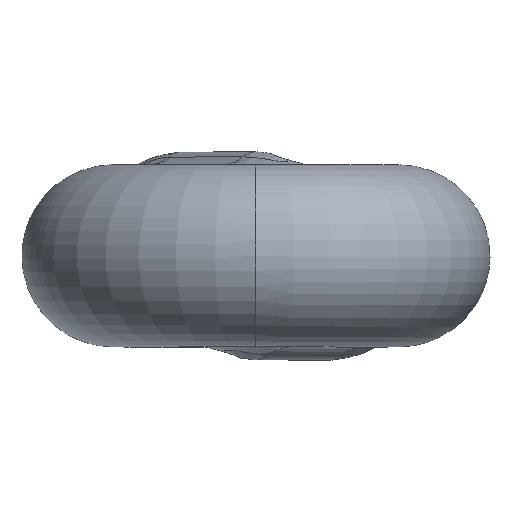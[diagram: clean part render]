
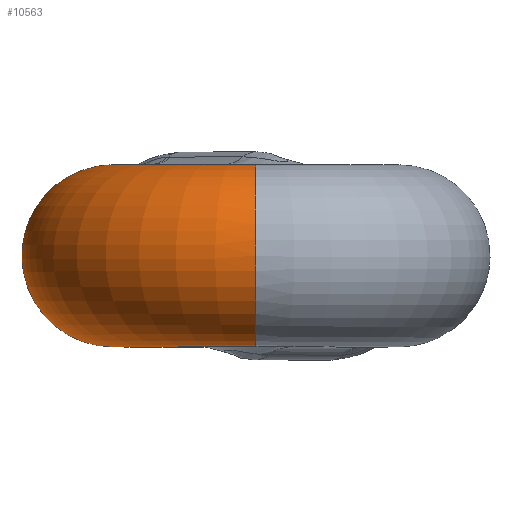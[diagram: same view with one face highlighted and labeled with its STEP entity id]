
A CAD part, top view. The second image highlights one B-rep face of the part: STEP entity #10563.
In plain terms, the highlighted toroidal (fillet/blend) face has major radius 2.75 mm and minor radius 1.75 mm.
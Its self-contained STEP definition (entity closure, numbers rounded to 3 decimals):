
#41 = DIRECTION ( 'NONE',  ( 0., 0., 1. ) ) ;
#290 = AXIS2_PLACEMENT_3D ( 'NONE', #2489, #3445, #4902 ) ;
#446 = CARTESIAN_POINT ( 'NONE',  ( -1.792, -0.154, 1.377 ) ) ;
#806 = DIRECTION ( 'NONE',  ( 0., 1., 0. ) ) ;
#1014 = B_SPLINE_CURVE_WITH_KNOTS ( 'NONE', 3,
 ( #7716, #12912, #12596, #3166, #15315, #9015, #1967, #1646, #11377, #13877, #6850, #8028, #6534, #4281, #15073, #10192, #2922, #4368, #446, #14988, #4041, #5491, #1729, #7790, #11538, #11696, #8927, #12677, #12758, #9176, #3092, #10356, #5335, #9263 ),
 .UNSPECIFIED., .F., .F.,
 ( 4, 2, 2, 2, 2, 2, 2, 2, 2, 2, 2, 2, 2, 2, 2, 2, 4 ),
 ( 0., 0., 0.001, 0.001, 0.002, 0.002, 0.002, 0.003, 0.004, 0.004, 0.004, 0.005, 0.005, 0.005, 0.006, 0.007, 0.007 ),
 .UNSPECIFIED. ) ;
#1646 = CARTESIAN_POINT ( 'NONE',  ( -2.888, 1.11, 2.575 ) ) ;
#1664 = VERTEX_POINT ( 'NONE', #2960 ) ;
#1729 = CARTESIAN_POINT ( 'NONE',  ( -1.088, 0.327, 1.159 ) ) ;
#1847 = DIRECTION ( 'NONE',  ( 0., 0., 1. ) ) ;
#1967 = CARTESIAN_POINT ( 'NONE',  ( -2.758, 1.323, 2.736 ) ) ;
#2489 = CARTESIAN_POINT ( 'NONE',  ( 0., -1.75, 5.5 ) ) ;
#2691 = EDGE_CURVE ( 'NONE', #12019, #1664, #13720, .T. ) ;
#2922 = CARTESIAN_POINT ( 'NONE',  ( -2.329, -0.152, 1.646 ) ) ;
#2960 = CARTESIAN_POINT ( 'NONE',  ( 0., 1.75, 2.75 ) ) ;
#3092 = CARTESIAN_POINT ( 'NONE',  ( -0.995, 1.63, 2.245 ) ) ;
#3113 = AXIS2_PLACEMENT_3D ( 'NONE', #9869, #9791, #41 ) ;
#3166 = CARTESIAN_POINT ( 'NONE',  ( -2.405, 1.634, 3.107 ) ) ;
#3445 = DIRECTION ( 'NONE',  ( 0., 1., 0. ) ) ;
#3448 = DIRECTION ( 'NONE',  ( 0., 0., 1. ) ) ;
#3597 = VERTEX_POINT ( 'NONE', #11790 ) ;
#3600 = CARTESIAN_POINT ( 'NONE',  ( -0.764, 1.75, 2.808 ) ) ;
#3797 = CARTESIAN_POINT ( 'NONE',  ( -0.778, 1.748, 2.787 ) ) ;
#4015 = EDGE_CURVE ( 'NONE', #10007, #3597, #4300, .T. ) ;
#4041 = CARTESIAN_POINT ( 'NONE',  ( -1.399, 0.001, 1.218 ) ) ;
#4157 = ORIENTED_EDGE ( 'NONE', *, *, #10840, .T. ) ;
#4175 = ORIENTED_EDGE ( 'NONE', *, *, #14993, .T. ) ;
#4261 = EDGE_CURVE ( 'NONE', #6268, #3597, #4566, .T. ) ;
#4281 = CARTESIAN_POINT ( 'NONE',  ( -2.84, 0.25, 2.031 ) ) ;
#4300 = CIRCLE ( 'NONE', #10668, 1.75 ) ;
#4368 = CARTESIAN_POINT ( 'NONE',  ( -1.93, -0.171, 1.441 ) ) ;
#4566 = CIRCLE ( 'NONE', #7373, 2.75 ) ;
#4902 = DIRECTION ( 'NONE',  ( 0., 0., 1. ) ) ;
#4918 = CARTESIAN_POINT ( 'NONE',  ( 0., 0., 2.75 ) ) ;
#5000 = DIRECTION ( 'NONE',  ( 0., 0., -1. ) ) ;
#5201 = B_SPLINE_CURVE_WITH_KNOTS ( 'NONE', 3,
 ( #8462, #3600, #14445, #8375 ),
 .UNSPECIFIED., .F., .F.,
 ( 4, 4 ),
 ( 0., 0. ),
 .UNSPECIFIED. ) ;
#5335 = CARTESIAN_POINT ( 'NONE',  ( -0.862, 1.743, 2.661 ) ) ;
#5491 = CARTESIAN_POINT ( 'NONE',  ( -1.177, 0.197, 1.164 ) ) ;
#5525 = CARTESIAN_POINT ( 'NONE',  ( -2.049, 1.75, 3.63 ) ) ;
#5686 = CARTESIAN_POINT ( 'NONE',  ( 0., 0., 5.5 ) ) ;
#5925 = EDGE_CURVE ( 'NONE', #12019, #10007, #7186, .T. ) ;
#5992 = DIRECTION ( 'NONE',  ( 0., 0., 1. ) ) ;
#6268 = VERTEX_POINT ( 'NONE', #9432 ) ;
#6301 = CARTESIAN_POINT ( 'NONE',  ( 0., -1.75, 8.25 ) ) ;
#6534 = CARTESIAN_POINT ( 'NONE',  ( -2.902, 0.362, 2.109 ) ) ;
#6850 = CARTESIAN_POINT ( 'NONE',  ( -2.977, 0.607, 2.264 ) ) ;
#6998 = EDGE_LOOP ( 'NONE', ( #15275, #11497, #10862, #11893, #4175, #11333, #4157, #9559 ) ) ;
#7044 = CARTESIAN_POINT ( 'NONE',  ( -2.06, 1.75, 3.607 ) ) ;
#7186 = CIRCLE ( 'NONE', #290, 2.75 ) ;
#7190 = CARTESIAN_POINT ( 'NONE',  ( 0., 1.75, 5.5 ) ) ;
#7373 = AXIS2_PLACEMENT_3D ( 'NONE', #7190, #10687, #5992 ) ;
#7425 = VERTEX_POINT ( 'NONE', #13921 ) ;
#7450 = B_SPLINE_CURVE_WITH_KNOTS ( 'NONE', 3,
 ( #9367, #5525, #7044, #11660 ),
 .UNSPECIFIED., .F., .F.,
 ( 4, 4 ),
 ( 0., 0. ),
 .UNSPECIFIED. ) ;
#7716 = CARTESIAN_POINT ( 'NONE',  ( -2.073, 1.748, 3.585 ) ) ;
#7775 = EDGE_CURVE ( 'NONE', #1664, #9841, #13331, .T. ) ;
#7790 = CARTESIAN_POINT ( 'NONE',  ( -1.008, 0.533, 1.198 ) ) ;
#8028 = CARTESIAN_POINT ( 'NONE',  ( -2.926, 0.421, 2.147 ) ) ;
#8064 = FACE_OUTER_BOUND ( 'NONE', #6998, .T. ) ;
#8087 = AXIS2_PLACEMENT_3D ( 'NONE', #4918, #12327, #5000 ) ;
#8375 = CARTESIAN_POINT ( 'NONE',  ( -0.733, 1.75, 2.849 ) ) ;
#8422 = AXIS2_PLACEMENT_3D ( 'NONE', #5686, #806, #1847 ) ;
#8462 = CARTESIAN_POINT ( 'NONE',  ( -0.778, 1.748, 2.787 ) ) ;
#8927 = CARTESIAN_POINT ( 'NONE',  ( -0.961, 0.81, 1.305 ) ) ;
#9015 = CARTESIAN_POINT ( 'NONE',  ( -2.675, 1.418, 2.821 ) ) ;
#9176 = CARTESIAN_POINT ( 'NONE',  ( -1.005, 1.568, 2.105 ) ) ;
#9263 = CARTESIAN_POINT ( 'NONE',  ( -0.778, 1.748, 2.787 ) ) ;
#9367 = CARTESIAN_POINT ( 'NONE',  ( -2.038, 1.75, 3.653 ) ) ;
#9432 = CARTESIAN_POINT ( 'NONE',  ( -2.038, 1.75, 3.653 ) ) ;
#9559 = ORIENTED_EDGE ( 'NONE', *, *, #7775, .F. ) ;
#9791 = DIRECTION ( 'NONE',  ( 0., 1., 0. ) ) ;
#9841 = VERTEX_POINT ( 'NONE', #11274 ) ;
#9869 = CARTESIAN_POINT ( 'NONE',  ( 0., 1.75, 5.5 ) ) ;
#10007 = VERTEX_POINT ( 'NONE', #6301 ) ;
#10192 = CARTESIAN_POINT ( 'NONE',  ( -2.586, -0.042, 1.798 ) ) ;
#10356 = CARTESIAN_POINT ( 'NONE',  ( -0.924, 1.717, 2.522 ) ) ;
#10408 = CARTESIAN_POINT ( 'NONE',  ( 0., -1.75, 2.75 ) ) ;
#10563 = ADVANCED_FACE ( 'NONE', ( #8064 ), #14796, .T. ) ;
#10632 = DIRECTION ( 'NONE',  ( -1., 0., 0. ) ) ;
#10668 = AXIS2_PLACEMENT_3D ( 'NONE', #14536, #10632, #3448 ) ;
#10687 = DIRECTION ( 'NONE',  ( 0., 1., 0. ) ) ;
#10840 = EDGE_CURVE ( 'NONE', #13550, #9841, #5201, .T. ) ;
#10862 = ORIENTED_EDGE ( 'NONE', *, *, #4015, .T. ) ;
#10956 = EDGE_CURVE ( 'NONE', #7425, #13550, #1014, .T. ) ;
#11274 = CARTESIAN_POINT ( 'NONE',  ( -0.733, 1.75, 2.849 ) ) ;
#11333 = ORIENTED_EDGE ( 'NONE', *, *, #10956, .T. ) ;
#11377 = CARTESIAN_POINT ( 'NONE',  ( -2.937, 0.99, 2.497 ) ) ;
#11497 = ORIENTED_EDGE ( 'NONE', *, *, #5925, .T. ) ;
#11538 = CARTESIAN_POINT ( 'NONE',  ( -0.989, 0.605, 1.219 ) ) ;
#11660 = CARTESIAN_POINT ( 'NONE',  ( -2.073, 1.748, 3.585 ) ) ;
#11696 = CARTESIAN_POINT ( 'NONE',  ( -0.966, 0.743, 1.273 ) ) ;
#11790 = CARTESIAN_POINT ( 'NONE',  ( 0., 1.75, 8.25 ) ) ;
#11893 = ORIENTED_EDGE ( 'NONE', *, *, #4261, .F. ) ;
#12019 = VERTEX_POINT ( 'NONE', #10408 ) ;
#12327 = DIRECTION ( 'NONE',  ( 1., 0., 0. ) ) ;
#12596 = CARTESIAN_POINT ( 'NONE',  ( -2.228, 1.719, 3.331 ) ) ;
#12677 = CARTESIAN_POINT ( 'NONE',  ( -0.953, 1.133, 1.495 ) ) ;
#12758 = CARTESIAN_POINT ( 'NONE',  ( -1.001, 1.343, 1.721 ) ) ;
#12912 = CARTESIAN_POINT ( 'NONE',  ( -2.148, 1.743, 3.454 ) ) ;
#13331 = CIRCLE ( 'NONE', #3113, 2.75 ) ;
#13550 = VERTEX_POINT ( 'NONE', #3797 ) ;
#13720 = CIRCLE ( 'NONE', #8087, 1.75 ) ;
#13877 = CARTESIAN_POINT ( 'NONE',  ( -2.982, 0.738, 2.341 ) ) ;
#13921 = CARTESIAN_POINT ( 'NONE',  ( -2.073, 1.748, 3.585 ) ) ;
#14445 = CARTESIAN_POINT ( 'NONE',  ( -0.749, 1.75, 2.829 ) ) ;
#14536 = CARTESIAN_POINT ( 'NONE',  ( 0., 0., 8.25 ) ) ;
#14796 = TOROIDAL_SURFACE ( 'NONE', #8422, 2.75, 1.75 ) ;
#14988 = CARTESIAN_POINT ( 'NONE',  ( -1.528, -0.069, 1.266 ) ) ;
#14993 = EDGE_CURVE ( 'NONE', #6268, #7425, #7450, .T. ) ;
#15073 = CARTESIAN_POINT ( 'NONE',  ( -2.801, 0.196, 1.991 ) ) ;
#15275 = ORIENTED_EDGE ( 'NONE', *, *, #2691, .F. ) ;
#15315 = CARTESIAN_POINT ( 'NONE',  ( -2.5, 1.573, 3.005 ) ) ;
